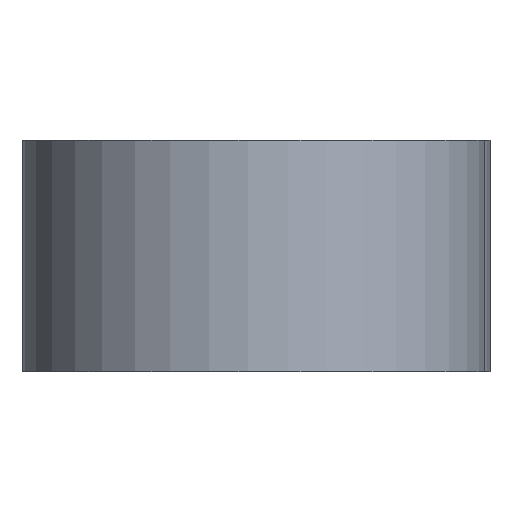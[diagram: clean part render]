
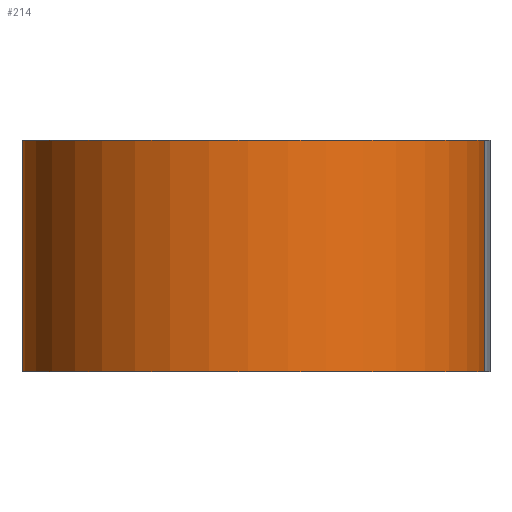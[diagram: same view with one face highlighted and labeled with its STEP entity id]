
A CAD part, left-side view. The second image highlights one B-rep face of the part: STEP entity #214.
In plain terms, the highlighted cylindrical face has radius 4 mm (diameter 8 mm), a partial arc.
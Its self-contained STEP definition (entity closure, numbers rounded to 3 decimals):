
#24=FACE_OUTER_BOUND('',#36,.T.);
#36=EDGE_LOOP('',(#149,#150,#151,#152));
#51=LINE('',#351,#65);
#53=LINE('',#359,#67);
#65=VECTOR('',#279,10.);
#67=VECTOR('',#287,10.);
#81=CIRCLE('',#249,4.);
#82=CIRCLE('',#250,4.);
#96=VERTEX_POINT('',#348);
#97=VERTEX_POINT('',#350);
#99=VERTEX_POINT('',#356);
#100=VERTEX_POINT('',#358);
#116=EDGE_CURVE('',#96,#97,#51,.T.);
#119=EDGE_CURVE('',#96,#99,#81,.T.);
#120=EDGE_CURVE('',#100,#99,#53,.T.);
#121=EDGE_CURVE('',#97,#100,#82,.T.);
#149=ORIENTED_EDGE('',*,*,#116,.F.);
#150=ORIENTED_EDGE('',*,*,#119,.T.);
#151=ORIENTED_EDGE('',*,*,#120,.F.);
#152=ORIENTED_EDGE('',*,*,#121,.F.);
#206=CYLINDRICAL_SURFACE('',#248,4.);
#214=ADVANCED_FACE('',(#24),#206,.T.);
#248=AXIS2_PLACEMENT_3D('',#355,#283,#284);
#249=AXIS2_PLACEMENT_3D('',#357,#285,#286);
#250=AXIS2_PLACEMENT_3D('',#360,#288,#289);
#279=DIRECTION('',(0.,0.,1.));
#283=DIRECTION('center_axis',(0.,0.,1.));
#284=DIRECTION('ref_axis',(-1.,0.022,0.));
#285=DIRECTION('center_axis',(0.,0.,1.));
#286=DIRECTION('ref_axis',(1.,0.,0.));
#287=DIRECTION('',(0.,0.,-1.));
#288=DIRECTION('center_axis',(0.,0.,1.));
#289=DIRECTION('ref_axis',(1.,0.,0.));
#348=CARTESIAN_POINT('',(-117.457,3.088,0.));
#350=CARTESIAN_POINT('',(-117.457,3.088,4.));
#351=CARTESIAN_POINT('',(-117.457,3.088,0.));
#355=CARTESIAN_POINT('Origin',(-120.,0.,0.));
#356=CARTESIAN_POINT('',(-117.597,-3.198,0.));
#357=CARTESIAN_POINT('Origin',(-120.,0.,0.));
#358=CARTESIAN_POINT('',(-117.597,-3.198,4.));
#359=CARTESIAN_POINT('',(-117.597,-3.198,0.));
#360=CARTESIAN_POINT('Origin',(-120.,0.,4.));
